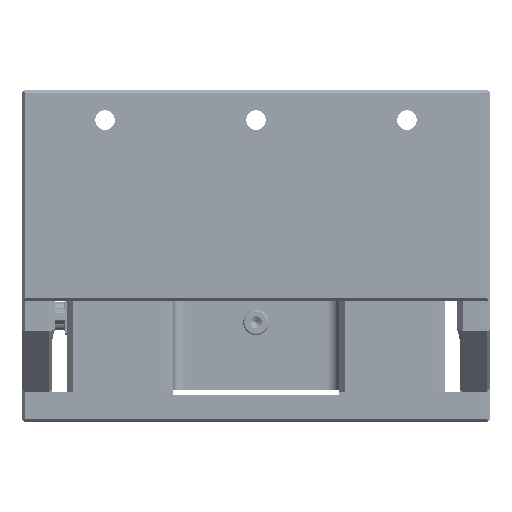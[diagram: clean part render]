
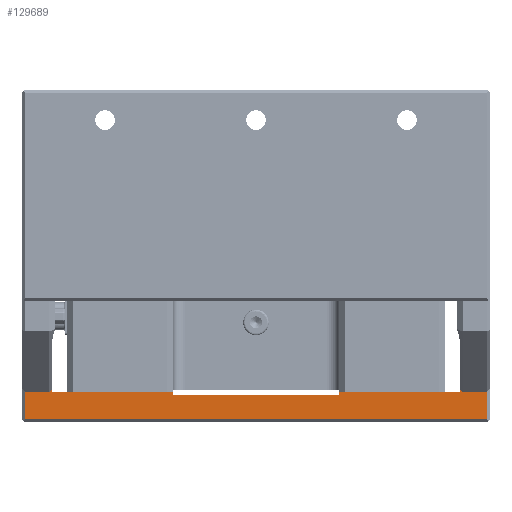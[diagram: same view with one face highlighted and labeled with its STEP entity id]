
A CAD part, front view. The second image highlights one B-rep face of the part: STEP entity #129689.
In plain terms, the highlighted planar face has unit normal (0, -1, 0).
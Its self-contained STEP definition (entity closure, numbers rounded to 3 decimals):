
#3424 = CARTESIAN_POINT ( 'NONE',  ( 1., 40., 1. ) ) ;
#3657 = EDGE_CURVE ( 'NONE', #145731, #142400, #22227, .T. ) ;
#6205 = DIRECTION ( 'NONE',  ( 1., 0., 0. ) ) ;
#9673 = CARTESIAN_POINT ( 'NONE',  ( 154., 40., 1. ) ) ;
#11557 = ORIENTED_EDGE ( 'NONE', *, *, #154849, .F. ) ;
#16661 = VECTOR ( 'NONE', #126681, 1000. ) ;
#18275 = CARTESIAN_POINT ( 'NONE',  ( 0., 40., 10. ) ) ;
#19811 = ORIENTED_EDGE ( 'NONE', *, *, #27662, .T. ) ;
#21353 = ORIENTED_EDGE ( 'NONE', *, *, #139477, .F. ) ;
#21906 = LINE ( 'NONE', #74284, #16661 ) ;
#22227 = LINE ( 'NONE', #127006, #120604 ) ;
#22311 = CARTESIAN_POINT ( 'NONE',  ( 50., 40., 9. ) ) ;
#22633 = CARTESIAN_POINT ( 'NONE',  ( 146., 40., 10. ) ) ;
#24619 = AXIS2_PLACEMENT_3D ( 'NONE', #73110, #138423, #85138 ) ;
#26625 = VECTOR ( 'NONE', #60151, 1000. ) ;
#27662 = EDGE_CURVE ( 'NONE', #164219, #69233, #63429, .T. ) ;
#31203 = EDGE_LOOP ( 'NONE', ( #21353, #138422, #79814, #35473, #11557, #86891, #33044, #110866, #77836, #37645, #152445, #120948, #44428, #19811 ) ) ;
#31377 = DIRECTION ( 'NONE',  ( 1., 0., 0. ) ) ;
#32869 = CARTESIAN_POINT ( 'NONE',  ( 1., 40., 10. ) ) ;
#33044 = ORIENTED_EDGE ( 'NONE', *, *, #80644, .F. ) ;
#33075 = VECTOR ( 'NONE', #68184, 1000. ) ;
#35473 = ORIENTED_EDGE ( 'NONE', *, *, #165158, .T. ) ;
#35562 = LINE ( 'NONE', #75953, #142459 ) ;
#37157 = EDGE_CURVE ( 'NONE', #164219, #145731, #160212, .T. ) ;
#37645 = ORIENTED_EDGE ( 'NONE', *, *, #125354, .F. ) ;
#38137 = DIRECTION ( 'NONE',  ( 0., 0., 1. ) ) ;
#39304 = DIRECTION ( 'NONE',  ( 1., 0., 0. ) ) ;
#39532 = DIRECTION ( 'NONE',  ( 0., 0., -1. ) ) ;
#39832 = CARTESIAN_POINT ( 'NONE',  ( 73., 40., 83. ) ) ;
#39857 = VECTOR ( 'NONE', #95732, 1000. ) ;
#43201 = VERTEX_POINT ( 'NONE', #63441 ) ;
#44428 = ORIENTED_EDGE ( 'NONE', *, *, #37157, .F. ) ;
#45622 = EDGE_CURVE ( 'NONE', #64828, #148614, #161872, .T. ) ;
#49316 = LINE ( 'NONE', #78485, #111508 ) ;
#54337 = EDGE_CURVE ( 'NONE', #130456, #124727, #106850, .T. ) ;
#60151 = DIRECTION ( 'NONE',  ( 0., 0., 1. ) ) ;
#61605 = CARTESIAN_POINT ( 'NONE',  ( 154., 40., 10. ) ) ;
#61934 = VECTOR ( 'NONE', #119262, 1000. ) ;
#63429 = LINE ( 'NONE', #115838, #121268 ) ;
#63441 = CARTESIAN_POINT ( 'NONE',  ( 105., 40., 10. ) ) ;
#64828 = VERTEX_POINT ( 'NONE', #3424 ) ;
#66116 = VECTOR ( 'NONE', #6205, 1000. ) ;
#66871 = LINE ( 'NONE', #144212, #61934 ) ;
#68184 = DIRECTION ( 'NONE',  ( -0.707, 0., 0.707 ) ) ;
#68275 = CARTESIAN_POINT ( 'NONE',  ( 145., 40., 10. ) ) ;
#69233 = VERTEX_POINT ( 'NONE', #104943 ) ;
#73075 = DIRECTION ( 'NONE',  ( 1., 0., 0. ) ) ;
#73110 = CARTESIAN_POINT ( 'NONE',  ( 0., 40., 10. ) ) ;
#74284 = CARTESIAN_POINT ( 'NONE',  ( 105., 40., 9. ) ) ;
#75953 = CARTESIAN_POINT ( 'NONE',  ( 105., 40., 9. ) ) ;
#77836 = ORIENTED_EDGE ( 'NONE', *, *, #121162, .F. ) ;
#78377 = VECTOR ( 'NONE', #39532, 1000. ) ;
#78485 = CARTESIAN_POINT ( 'NONE',  ( 50., 40., 9. ) ) ;
#79814 = ORIENTED_EDGE ( 'NONE', *, *, #45622, .T. ) ;
#80644 = EDGE_CURVE ( 'NONE', #113791, #124727, #108676, .T. ) ;
#80857 = EDGE_CURVE ( 'NONE', #146445, #64828, #127402, .T. ) ;
#81867 = VERTEX_POINT ( 'NONE', #159383 ) ;
#84322 = PLANE ( 'NONE',  #24619 ) ;
#85138 = DIRECTION ( 'NONE',  ( 1., 0., 0. ) ) ;
#86891 = ORIENTED_EDGE ( 'NONE', *, *, #54337, .T. ) ;
#87593 = VECTOR ( 'NONE', #39304, 1000. ) ;
#88929 = VECTOR ( 'NONE', #73075, 1000. ) ;
#89996 = LINE ( 'NONE', #128670, #87593 ) ;
#92608 = EDGE_CURVE ( 'NONE', #43201, #113791, #66871, .T. ) ;
#93477 = EDGE_CURVE ( 'NONE', #106618, #142400, #49316, .T. ) ;
#94052 = CARTESIAN_POINT ( 'NONE',  ( 145., 40., 58.122 ) ) ;
#95732 = DIRECTION ( 'NONE',  ( 0., 0., 1. ) ) ;
#100538 = CARTESIAN_POINT ( 'NONE',  ( 155., 40., 1. ) ) ;
#103668 = VECTOR ( 'NONE', #108663, 1000. ) ;
#104943 = CARTESIAN_POINT ( 'NONE',  ( 9., 40., 10. ) ) ;
#106618 = VERTEX_POINT ( 'NONE', #22311 ) ;
#106850 = LINE ( 'NONE', #39832, #33075 ) ;
#106940 = CARTESIAN_POINT ( 'NONE',  ( 10., 40., 58.122 ) ) ;
#108663 = DIRECTION ( 'NONE',  ( 0., 0., -1. ) ) ;
#108676 = LINE ( 'NONE', #94052, #39857 ) ;
#110866 = ORIENTED_EDGE ( 'NONE', *, *, #92608, .F. ) ;
#111508 = VECTOR ( 'NONE', #167866, 1000. ) ;
#113791 = VERTEX_POINT ( 'NONE', #68275 ) ;
#115838 = CARTESIAN_POINT ( 'NONE',  ( 4.5, 40., 5.5 ) ) ;
#118714 = CARTESIAN_POINT ( 'NONE',  ( 145., 40., 11. ) ) ;
#119262 = DIRECTION ( 'NONE',  ( 1., 0., 0. ) ) ;
#120604 = VECTOR ( 'NONE', #31377, 1000. ) ;
#120948 = ORIENTED_EDGE ( 'NONE', *, *, #3657, .F. ) ;
#121162 = EDGE_CURVE ( 'NONE', #81867, #43201, #35562, .T. ) ;
#121268 = VECTOR ( 'NONE', #168270, 1000. ) ;
#121978 = VERTEX_POINT ( 'NONE', #61605 ) ;
#124727 = VERTEX_POINT ( 'NONE', #118714 ) ;
#125165 = CARTESIAN_POINT ( 'NONE',  ( 10., 40., 10. ) ) ;
#125354 = EDGE_CURVE ( 'NONE', #106618, #81867, #21906, .T. ) ;
#126681 = DIRECTION ( 'NONE',  ( 1., 0., 0. ) ) ;
#127006 = CARTESIAN_POINT ( 'NONE',  ( 0., 40., 10. ) ) ;
#127402 = LINE ( 'NONE', #157263, #78377 ) ;
#128670 = CARTESIAN_POINT ( 'NONE',  ( 0., 40., 10. ) ) ;
#129689 = ADVANCED_FACE ( 'NONE', ( #165901 ), #84322, .F. ) ;
#130456 = VERTEX_POINT ( 'NONE', #22633 ) ;
#135963 = LINE ( 'NONE', #18275, #66116 ) ;
#138422 = ORIENTED_EDGE ( 'NONE', *, *, #80857, .T. ) ;
#138423 = DIRECTION ( 'NONE',  ( 0., 1., 0. ) ) ;
#139179 = LINE ( 'NONE', #162466, #26625 ) ;
#139477 = EDGE_CURVE ( 'NONE', #146445, #69233, #135963, .T. ) ;
#139988 = CARTESIAN_POINT ( 'NONE',  ( 10., 40., 11. ) ) ;
#142400 = VERTEX_POINT ( 'NONE', #165227 ) ;
#142459 = VECTOR ( 'NONE', #38137, 1000. ) ;
#144212 = CARTESIAN_POINT ( 'NONE',  ( 0., 40., 10. ) ) ;
#145731 = VERTEX_POINT ( 'NONE', #125165 ) ;
#146445 = VERTEX_POINT ( 'NONE', #32869 ) ;
#148614 = VERTEX_POINT ( 'NONE', #9673 ) ;
#152445 = ORIENTED_EDGE ( 'NONE', *, *, #93477, .T. ) ;
#154849 = EDGE_CURVE ( 'NONE', #130456, #121978, #89996, .T. ) ;
#157263 = CARTESIAN_POINT ( 'NONE',  ( 1., 40., 1. ) ) ;
#159383 = CARTESIAN_POINT ( 'NONE',  ( 105., 40., 9. ) ) ;
#160212 = LINE ( 'NONE', #106940, #103668 ) ;
#161872 = LINE ( 'NONE', #100538, #88929 ) ;
#162466 = CARTESIAN_POINT ( 'NONE',  ( 154., 40., 10. ) ) ;
#164219 = VERTEX_POINT ( 'NONE', #139988 ) ;
#165158 = EDGE_CURVE ( 'NONE', #148614, #121978, #139179, .T. ) ;
#165227 = CARTESIAN_POINT ( 'NONE',  ( 50., 40., 10. ) ) ;
#165901 = FACE_OUTER_BOUND ( 'NONE', #31203, .T. ) ;
#167866 = DIRECTION ( 'NONE',  ( 0., 0., 1. ) ) ;
#168270 = DIRECTION ( 'NONE',  ( -0.707, 0., -0.707 ) ) ;
